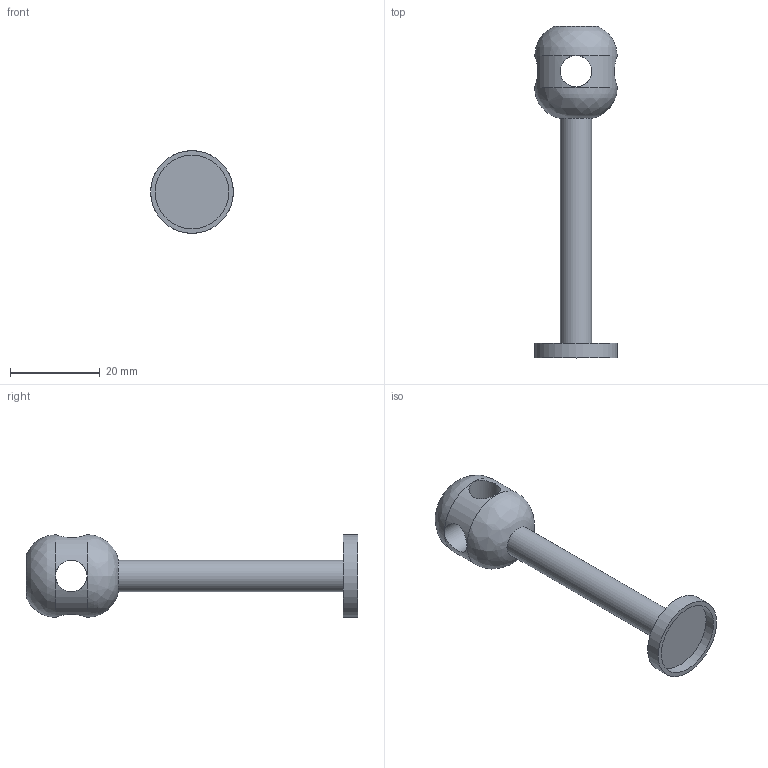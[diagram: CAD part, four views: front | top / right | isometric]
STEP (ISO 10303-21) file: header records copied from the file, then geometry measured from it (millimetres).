
FILE_DESCRIPTION(/* description */ (''),/* implementation_level */ '2;1');
FILE_NAME(/* name */ 'stirrer.step',/* time_stamp */ '2024-07-12T07:15:14+02:00',/* author */ (''),/* organization */ (''),/* preprocessor_version */ 'ST-DEVELOPER v20',/* originating_system */ 'Autodesk Translation Framework v13.14.0.145',/* authorisation */ '');
FILE_SCHEMA (('AUTOMOTIVE_DESIGN { 1 0 10303 214 3 1 1 }'));
Length unit declared in the file: millimetre
Products named in the file (1): strirer
Bounding box: 18.4 x 73.88 x 18.4 mm (x, y, z)
Volume: 5622.8 mm3; surface area: 3702 mm2
Topology: 1 solids, 1 shells, 15 faces, 54 edges, 35 vertices
Faces by surface type: cylinder 9, plane 3, bspline 2, torus 1
Full cylindrical faces by diameter (mm): 4.4 x1, 7 x5, 16.4 x1, 18.4 x2
Entity records: 826 total; most frequent: CARTESIAN_POINT 335, ORIENTED_EDGE 108, DIRECTION 91, EDGE_CURVE 54, AXIS2_PLACEMENT_3D 41, VERTEX_POINT 35, CIRCLE 20, B_SPLINE_CURVE_WITH_KNOTS 18
